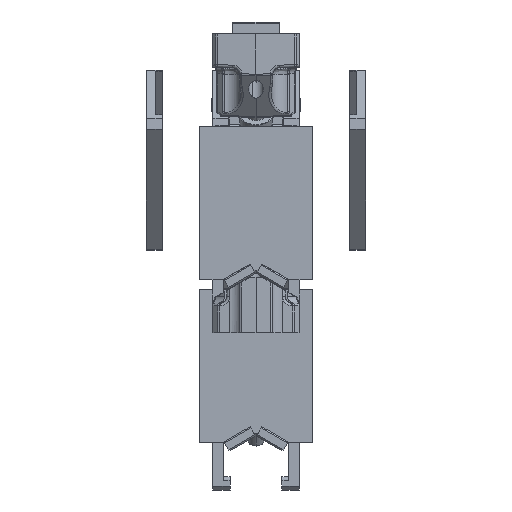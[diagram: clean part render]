
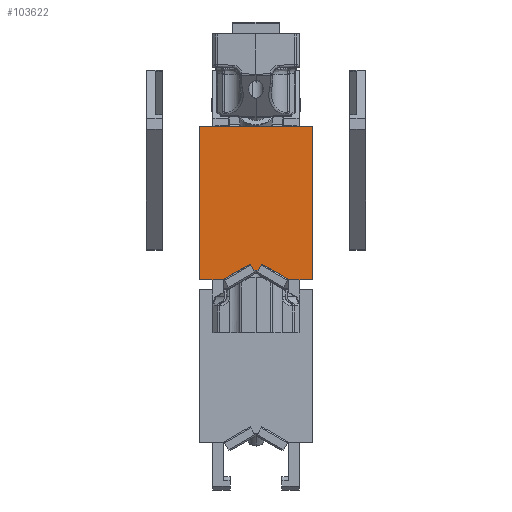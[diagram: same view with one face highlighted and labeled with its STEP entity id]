
A CAD part, left-side view. The second image highlights one B-rep face of the part: STEP entity #103622.
In plain terms, the highlighted planar face has unit normal (-1, 0, 0).
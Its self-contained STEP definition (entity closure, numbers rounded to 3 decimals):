
#103547=AXIS2_PLACEMENT_3D('Plane Axis2P3D',#103544,#103545,#103546) ;
#103551=AXIS2_PLACEMENT_3D('Circle Axis2P3D',#103549,#103550,$) ;
#102924=CARTESIAN_POINT('Vertex',(-30.,42.5,50.)) ;
#102927=CARTESIAN_POINT('Line Origine',(-30.,0.,50.)) ;
#102931=CARTESIAN_POINT('Vertex',(-30.,-42.5,50.)) ;
#103544=CARTESIAN_POINT('Axis2P3D Location',(-30.,0.,-65.)) ;
#103549=CARTESIAN_POINT('Axis2P3D Location',(-30.,0.,-68.127)) ;
#103553=CARTESIAN_POINT('Vertex',(-30.,1.586,-58.254)) ;
#103555=CARTESIAN_POINT('Vertex',(-30.,-1.586,-58.254)) ;
#103558=CARTESIAN_POINT('Line Origine',(-30.,-3.,-55.804)) ;
#103562=CARTESIAN_POINT('Vertex',(-30.,-4.414,-53.355)) ;
#103565=CARTESIAN_POINT('Line Origine',(-30.,-14.499,-59.178)) ;
#103569=CARTESIAN_POINT('Vertex',(-30.,-24.583,-65.)) ;
#103572=CARTESIAN_POINT('Line Origine',(-30.,-33.542,-65.)) ;
#103576=CARTESIAN_POINT('Vertex',(-30.,-42.5,-65.)) ;
#103579=CARTESIAN_POINT('Line Origine',(-30.,-42.5,-7.5)) ;
#103584=CARTESIAN_POINT('Line Origine',(-30.,42.5,-7.5)) ;
#103588=CARTESIAN_POINT('Vertex',(-30.,42.5,-65.)) ;
#103591=CARTESIAN_POINT('Line Origine',(-30.,33.542,-65.)) ;
#103595=CARTESIAN_POINT('Vertex',(-30.,24.583,-65.)) ;
#103598=CARTESIAN_POINT('Line Origine',(-30.,14.499,-59.178)) ;
#103602=CARTESIAN_POINT('Vertex',(-30.,4.414,-53.355)) ;
#103605=CARTESIAN_POINT('Line Origine',(-30.,3.,-55.804)) ;
#102928=DIRECTION('Vector Direction',(0.,-1.,0.)) ;
#103545=DIRECTION('Axis2P3D Direction',(1.,0.,-0.)) ;
#103546=DIRECTION('Axis2P3D XDirection',(0.,0.,1.)) ;
#103550=DIRECTION('Axis2P3D Direction',(1.,0.,-0.)) ;
#103559=DIRECTION('Vector Direction',(0.,-0.5,0.866)) ;
#103566=DIRECTION('Vector Direction',(0.,0.866,0.5)) ;
#103573=DIRECTION('Vector Direction',(0.,-1.,0.)) ;
#103580=DIRECTION('Vector Direction',(0.,0.,1.)) ;
#103585=DIRECTION('Vector Direction',(0.,0.,1.)) ;
#103592=DIRECTION('Vector Direction',(0.,-1.,0.)) ;
#103599=DIRECTION('Vector Direction',(0.,-0.866,0.5)) ;
#103606=DIRECTION('Vector Direction',(0.,0.5,0.866)) ;
#102929=VECTOR('Line Direction',#102928,1.) ;
#103560=VECTOR('Line Direction',#103559,1.) ;
#103567=VECTOR('Line Direction',#103566,1.) ;
#103574=VECTOR('Line Direction',#103573,1.) ;
#103581=VECTOR('Line Direction',#103580,1.) ;
#103586=VECTOR('Line Direction',#103585,1.) ;
#103593=VECTOR('Line Direction',#103592,1.) ;
#103600=VECTOR('Line Direction',#103599,1.) ;
#103607=VECTOR('Line Direction',#103606,1.) ;
#103611=ORIENTED_EDGE('',*,*,#103557,.T.) ;
#103612=ORIENTED_EDGE('',*,*,#103564,.T.) ;
#103613=ORIENTED_EDGE('',*,*,#103571,.F.) ;
#103614=ORIENTED_EDGE('',*,*,#103578,.T.) ;
#103615=ORIENTED_EDGE('',*,*,#103583,.T.) ;
#103616=ORIENTED_EDGE('',*,*,#102933,.F.) ;
#103617=ORIENTED_EDGE('',*,*,#103590,.F.) ;
#103618=ORIENTED_EDGE('',*,*,#103597,.T.) ;
#103619=ORIENTED_EDGE('',*,*,#103604,.T.) ;
#103620=ORIENTED_EDGE('',*,*,#103609,.F.) ;
#103622=ADVANCED_FACE('CAM_SLIDER',(#103621),#103548,.F.) ;
#103552=CIRCLE('generated circle',#103551,10.) ;
#102933=EDGE_CURVE('',#102925,#102932,#102930,.T.) ;
#103557=EDGE_CURVE('',#103554,#103556,#103552,.T.) ;
#103564=EDGE_CURVE('',#103556,#103563,#103561,.T.) ;
#103571=EDGE_CURVE('',#103570,#103563,#103568,.T.) ;
#103578=EDGE_CURVE('',#103570,#103577,#103575,.T.) ;
#103583=EDGE_CURVE('',#103577,#102932,#103582,.T.) ;
#103590=EDGE_CURVE('',#103589,#102925,#103587,.T.) ;
#103597=EDGE_CURVE('',#103589,#103596,#103594,.T.) ;
#103604=EDGE_CURVE('',#103596,#103603,#103601,.T.) ;
#103609=EDGE_CURVE('',#103554,#103603,#103608,.T.) ;
#103610=EDGE_LOOP('',(#103611,#103612,#103613,#103614,#103615,#103616,#103617,#103618,#103619,#103620)) ;
#103621=FACE_OUTER_BOUND('',#103610,.T.) ;
#102930=LINE('Line',#102927,#102929) ;
#103561=LINE('Line',#103558,#103560) ;
#103568=LINE('Line',#103565,#103567) ;
#103575=LINE('Line',#103572,#103574) ;
#103582=LINE('Line',#103579,#103581) ;
#103587=LINE('Line',#103584,#103586) ;
#103594=LINE('Line',#103591,#103593) ;
#103601=LINE('Line',#103598,#103600) ;
#103608=LINE('Line',#103605,#103607) ;
#103548=PLANE('',#103547) ;
#102925=VERTEX_POINT('',#102924) ;
#102932=VERTEX_POINT('',#102931) ;
#103554=VERTEX_POINT('',#103553) ;
#103556=VERTEX_POINT('',#103555) ;
#103563=VERTEX_POINT('',#103562) ;
#103570=VERTEX_POINT('',#103569) ;
#103577=VERTEX_POINT('',#103576) ;
#103589=VERTEX_POINT('',#103588) ;
#103596=VERTEX_POINT('',#103595) ;
#103603=VERTEX_POINT('',#103602) ;
